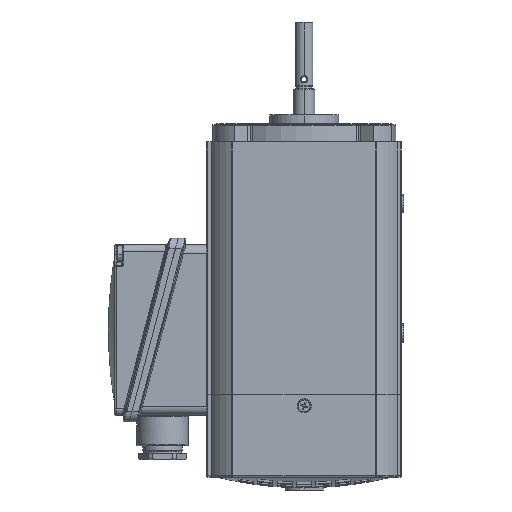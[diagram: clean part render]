
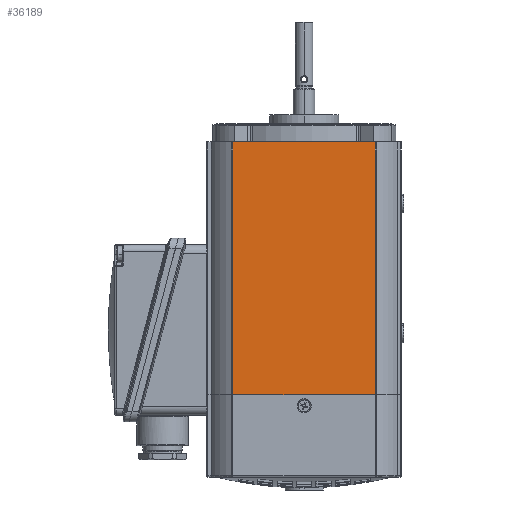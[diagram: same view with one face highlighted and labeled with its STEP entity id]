
A CAD part, left-side view. The second image highlights one B-rep face of the part: STEP entity #36189.
In plain terms, the highlighted planar face has unit normal (-1, 0, 0).
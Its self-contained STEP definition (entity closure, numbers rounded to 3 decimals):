
#10207 = FACE_OUTER_BOUND ( 'NONE', #18196, .T. ) ;
#12070 = CARTESIAN_POINT ( 'NONE',  ( -45., 45., 119. ) ) ;
#12072 = PLANE ( 'NONE',  #33732 ) ;
#12075 = DIRECTION ( 'NONE',  ( 1., 0., 0. ) ) ;
#12076 = DIRECTION ( 'NONE',  ( 0., 1., 0. ) ) ;
#18196 = EDGE_LOOP ( 'NONE', ( #31448, #31449, #31450, #31451 ) ) ;
#20511 = EDGE_CURVE ( 'NONE', #34728, #34731, #29222, .T. ) ;
#20523 = EDGE_CURVE ( 'NONE', #34731, #34744, #29231, .T. ) ;
#20620 = EDGE_CURVE ( 'NONE', #34728, #34740, #29310, .T. ) ;
#20621 = EDGE_CURVE ( 'NONE', #34744, #34740, #29311, .T. ) ;
#24514 = CARTESIAN_POINT ( 'NONE',  ( -45., -33., 1. ) ) ;
#24516 = CARTESIAN_POINT ( 'NONE',  ( -45., 33., 1. ) ) ;
#24521 = CARTESIAN_POINT ( 'NONE',  ( -45., -33., 118. ) ) ;
#24523 = CARTESIAN_POINT ( 'NONE',  ( -45., 33., 118. ) ) ;
#29222 = LINE ( 'NONE', #33498, #29224 ) ;
#29224 = VECTOR ( 'NONE', #33499, 1000. ) ;
#29231 = LINE ( 'NONE', #33522, #29235 ) ;
#29235 = VECTOR ( 'NONE', #33519, 1000. ) ;
#29310 = LINE ( 'NONE', #30210, #29312 ) ;
#29311 = LINE ( 'NONE', #30218, #29314 ) ;
#29312 = VECTOR ( 'NONE', #30211, 1000. ) ;
#29314 = VECTOR ( 'NONE', #30219, 1000. ) ;
#30210 = CARTESIAN_POINT ( 'NONE',  ( -45., -33., 0. ) ) ;
#30211 = DIRECTION ( 'NONE',  ( 0., 0., 1. ) ) ;
#30218 = CARTESIAN_POINT ( 'NONE',  ( -45., 45., 118. ) ) ;
#30219 = DIRECTION ( 'NONE',  ( 0., -1., 0. ) ) ;
#31448 = ORIENTED_EDGE ( 'NONE', *, *, #20621, .F. ) ;
#31449 = ORIENTED_EDGE ( 'NONE', *, *, #20523, .F. ) ;
#31450 = ORIENTED_EDGE ( 'NONE', *, *, #20511, .F. ) ;
#31451 = ORIENTED_EDGE ( 'NONE', *, *, #20620, .T. ) ;
#33498 = CARTESIAN_POINT ( 'NONE',  ( -45., 45., 1. ) ) ;
#33499 = DIRECTION ( 'NONE',  ( 0., 1., 0. ) ) ;
#33519 = DIRECTION ( 'NONE',  ( 0., 0., 1. ) ) ;
#33522 = CARTESIAN_POINT ( 'NONE',  ( -45., 33., 0. ) ) ;
#33732 = AXIS2_PLACEMENT_3D ( 'NONE', #12070, #12075, #12076 ) ;
#34728 = VERTEX_POINT ( 'NONE', #24514 ) ;
#34731 = VERTEX_POINT ( 'NONE', #24516 ) ;
#34740 = VERTEX_POINT ( 'NONE', #24521 ) ;
#34744 = VERTEX_POINT ( 'NONE', #24523 ) ;
#36189 = ADVANCED_FACE ( 'NONE', ( #10207 ), #12072, .F. ) ;
